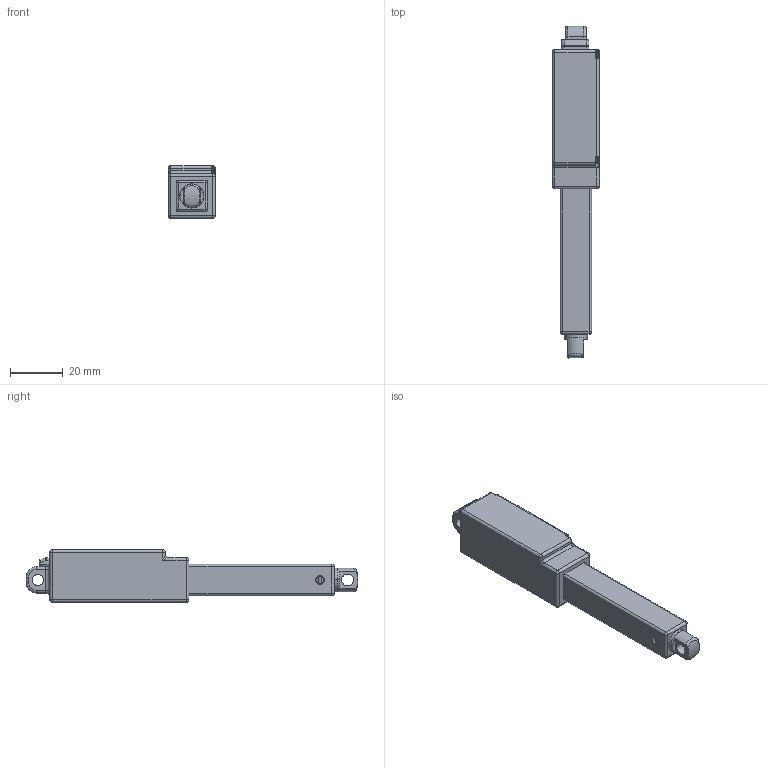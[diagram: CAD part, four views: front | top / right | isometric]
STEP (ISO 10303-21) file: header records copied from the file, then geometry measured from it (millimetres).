
FILE_DESCRIPTION((''),'2;1');
FILE_NAME('L16_50MM_SW_ASM','2021-08-11T07:20:36',('princ'),(''),'CREO PARAMETRIC BY PTC INC, 2020454','CREO PARAMETRIC BY PTC INC, 2020454','');
FILE_SCHEMA(('CONFIG_CONTROL_DESIGN'));
Length unit declared in the file: inch
Products named in the file (3): L16_50MM_BODY_A; L16_50MM_LIFT_A; L16_50MM_SW_ASM
Assembly tree (2 placements, depth 2):
  L16_50MM_SW_ASM
    L16_50MM_BODY_A
    L16_50MM_LIFT_A
Bounding box: 18.1 x 126.38 x 20 mm (x, y, z)
Volume: 16041.3 mm3; surface area: 15952.4 mm2
Topology: 2 solids, 2 shells, 759 faces, 1951 edges, 1218 vertices
Faces by surface type: plane 406, cylinder 228, torus 73, bspline 33, sphere 15, cone 4
Entity records: 25589 total; most frequent: CARTESIAN_POINT 7085, ORIENTED_EDGE 3902, DIRECTION 3786, EDGE_CURVE 1951, VECTOR 1280, LINE 1280, AXIS2_PLACEMENT_3D 1253, VERTEX_POINT 1218
